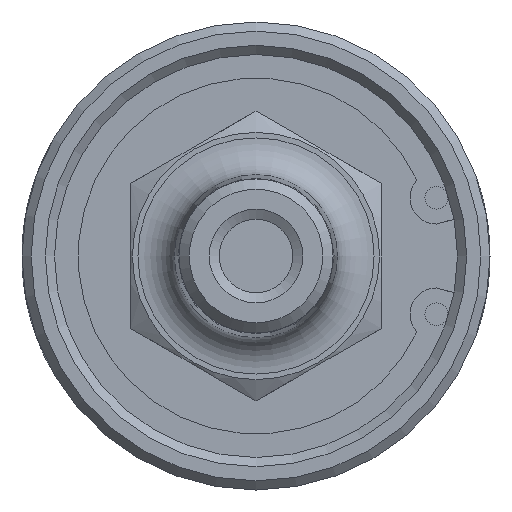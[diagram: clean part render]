
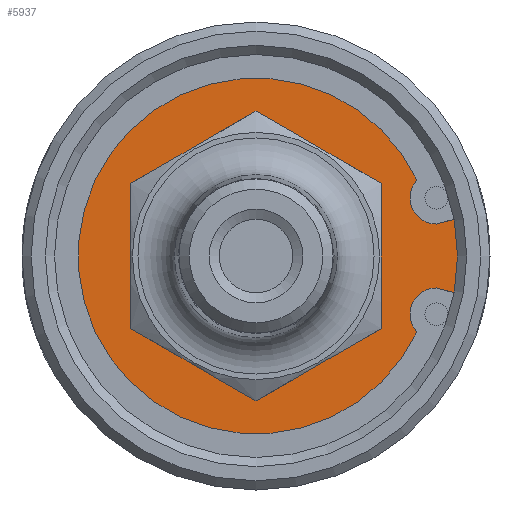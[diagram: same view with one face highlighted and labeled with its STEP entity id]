
A CAD part, left-side view. The second image highlights one B-rep face of the part: STEP entity #5937.
In plain terms, the highlighted planar face has unit normal (-1, 0, 0).
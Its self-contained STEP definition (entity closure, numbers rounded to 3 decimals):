
#115=FACE_BOUND('',#2013,.T.);
#498=LINE('',#52677,#823);
#504=LINE('',#52706,#829);
#823=VECTOR('',#7303,2.849);
#829=VECTOR('',#7329,2.849);
#1188=CIRCLE('',#6305,2.286);
#1195=CIRCLE('',#6316,2.286);
#1196=CIRCLE('',#6318,15.47);
#1197=CIRCLE('',#6320,18.77);
#1200=CIRCLE('',#6325,8.925);
#1201=CIRCLE('',#6326,8.925);
#1320=PLANE('',#6324);
#1637=FACE_OUTER_BOUND('',#2012,.T.);
#2012=EDGE_LOOP('',(#5403,#5404,#5405,#5406,#5407,#5408));
#2013=EDGE_LOOP('',(#5409,#5410));
#2877=VERTEX_POINT('',#52674);
#2878=VERTEX_POINT('',#52676);
#2881=VERTEX_POINT('',#52686);
#2887=VERTEX_POINT('',#52703);
#2888=VERTEX_POINT('',#52705);
#2891=VERTEX_POINT('',#52716);
#2893=VERTEX_POINT('',#52728);
#2894=VERTEX_POINT('',#52729);
#3724=EDGE_CURVE('',#2878,#2877,#498,.T.);
#3729=EDGE_CURVE('',#2877,#2881,#1188,.T.);
#3737=EDGE_CURVE('',#2888,#2887,#504,.T.);
#3743=EDGE_CURVE('',#2891,#2888,#1195,.T.);
#3745=EDGE_CURVE('',#2881,#2891,#1196,.T.);
#3746=EDGE_CURVE('',#2887,#2878,#1197,.T.);
#3749=EDGE_CURVE('',#2893,#2894,#1200,.T.);
#3750=EDGE_CURVE('',#2894,#2893,#1201,.T.);
#5403=ORIENTED_EDGE('',*,*,#3724,.T.);
#5404=ORIENTED_EDGE('',*,*,#3729,.T.);
#5405=ORIENTED_EDGE('',*,*,#3745,.T.);
#5406=ORIENTED_EDGE('',*,*,#3743,.T.);
#5407=ORIENTED_EDGE('',*,*,#3737,.T.);
#5408=ORIENTED_EDGE('',*,*,#3746,.T.);
#5409=ORIENTED_EDGE('',*,*,#3749,.T.);
#5410=ORIENTED_EDGE('',*,*,#3750,.T.);
#5937=ADVANCED_FACE('',(#1637,#115),#1320,.F.);
#6305=AXIS2_PLACEMENT_3D('',#52687,#7314,#7315);
#6316=AXIS2_PLACEMENT_3D('',#52717,#7342,#7343);
#6318=AXIS2_PLACEMENT_3D('',#52720,#7347,#7348);
#6320=AXIS2_PLACEMENT_3D('',#52722,#7351,#7352);
#6324=AXIS2_PLACEMENT_3D('',#52727,#7359,#7360);
#6325=AXIS2_PLACEMENT_3D('',#52730,#7361,#7362);
#6326=AXIS2_PLACEMENT_3D('',#52731,#7363,#7364);
#7303=DIRECTION('',(0.,0.966,-0.259));
#7314=DIRECTION('center_axis',(1.,0.,0.));
#7315=DIRECTION('ref_axis',(0.,0.209,-0.978));
#7329=DIRECTION('',(0.,-0.966,-0.259));
#7342=DIRECTION('center_axis',(1.,0.,0.));
#7343=DIRECTION('ref_axis',(0.,0.209,0.978));
#7347=DIRECTION('center_axis',(-1.,0.,0.));
#7348=DIRECTION('ref_axis',(0.,0.,-1.));
#7351=DIRECTION('center_axis',(-1.,0.,0.));
#7352=DIRECTION('ref_axis',(0.,1.,0.));
#7359=DIRECTION('center_axis',(1.,0.,0.));
#7360=DIRECTION('ref_axis',(0.,0.,-1.));
#7361=DIRECTION('center_axis',(1.,0.,0.));
#7362=DIRECTION('ref_axis',(0.,1.,0.));
#7363=DIRECTION('center_axis',(1.,0.,0.));
#7364=DIRECTION('ref_axis',(0.,1.,0.));
#52674=CARTESIAN_POINT('',(4.315,-15.686,2.781));
#52676=CARTESIAN_POINT('',(4.315,-18.437,3.519));
#52677=CARTESIAN_POINT('',(4.315,-18.437,3.519));
#52686=CARTESIAN_POINT('',(4.315,-13.991,6.601));
#52687=CARTESIAN_POINT('Origin',(4.315,-15.686,5.067));
#52703=CARTESIAN_POINT('',(4.315,-18.437,-3.519));
#52705=CARTESIAN_POINT('',(4.315,-15.686,-2.781));
#52706=CARTESIAN_POINT('',(4.315,-15.686,-2.781));
#52716=CARTESIAN_POINT('',(4.315,-13.991,-6.601));
#52717=CARTESIAN_POINT('Origin',(4.315,-15.686,-5.067));
#52720=CARTESIAN_POINT('Origin',(4.315,0.,0.));
#52722=CARTESIAN_POINT('Origin',(4.315,0.,0.));
#52727=CARTESIAN_POINT('Origin',(4.315,8.763,0.));
#52728=CARTESIAN_POINT('',(4.315,8.925,0.));
#52729=CARTESIAN_POINT('',(4.315,-8.925,0.));
#52730=CARTESIAN_POINT('Origin',(4.315,0.,0.));
#52731=CARTESIAN_POINT('Origin',(4.315,0.,0.));
